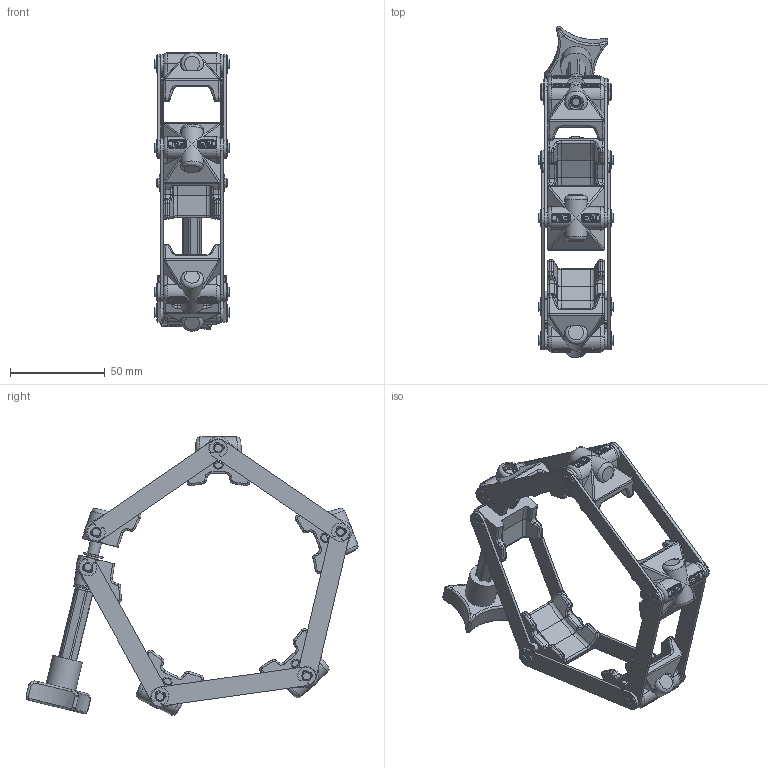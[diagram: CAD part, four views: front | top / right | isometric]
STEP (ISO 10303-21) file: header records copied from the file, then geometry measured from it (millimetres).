
FILE_DESCRIPTION(/* description */ (''),/* implementation_level */ '2;1');
FILE_NAME(/* name */ '30.080094.200.000',/* time_stamp */ '2018-07-23T09:10:50+02:00',/* author */ ('Murat Coskun Bicak'),/* organization */ ('Evac AG'),/* preprocessor_version */ 'ST-DEVELOPER v16.7',/* originating_system */ 'DEX',/* authorisation */ $);
FILE_SCHEMA (('AUTOMOTIVE_DESIGN {1 0 10303 214 3 1 1}'));
Length unit declared in the file: millimetre
Products named in the file (13): 30.080094.200.000; 03.260.001-RYTON; 03.260.002-RYTON; 03.260.003-RYTON; 03.039.078-IX; 03.050.004-IX; 03.065.000-IX; 00.5206.00-MS; 00.1204.00-A4; 00.1106.00-IX; 03.072.000-IX; 00.1205.00-A4; 99.0076.06
Assembly tree (41 placements, depth 2):
  30.080094.200.000
    03.260.001-RYTON  x4
    03.260.002-RYTON
    03.260.003-RYTON
    03.039.078-IX  x10
    03.050.004-IX  x4
    03.065.000-IX  x4
    00.5206.00-MS
    00.1204.00-A4  x12
    00.1106.00-IX
    03.072.000-IX
    00.1205.00-A4
    99.0076.06
Bounding box: 40 x 174.85 x 146.76 mm (x, y, z)
Volume: 94063.5 mm3; surface area: 58162.8 mm2
Topology: 41 solids, 41 shells, 2751 faces, 6964 edges, 4504 vertices
Faces by surface type: plane 1579, cylinder 820, bspline 150, torus 106, sphere 72, cone 24
Full cylindrical faces by diameter (mm): 4 x12, 4.8 x4, 4.9 x3, 5 x46, 6 x4, 6.1 x1, 6.4 x1, 7 x1, 8 x2, 12 x1, 16 x1
Entity records: 36944 total; most frequent: CARTESIAN_POINT 10230, ORIENTED_EDGE 5430, DIRECTION 5285, EDGE_CURVE 2715, AXIS2_PLACEMENT_3D 1920, VERTEX_POINT 1776, LINE 1445, VECTOR 1445
